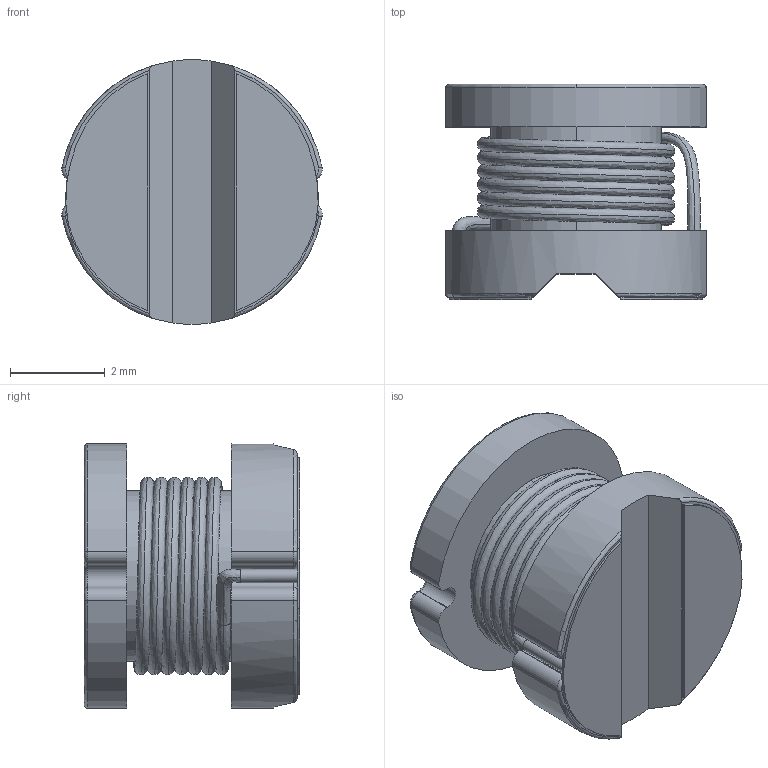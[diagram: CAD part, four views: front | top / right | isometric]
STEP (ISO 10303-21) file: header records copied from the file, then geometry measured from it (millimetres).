
FILE_DESCRIPTION (( 'STEP AP214' ), '1' );
FILE_NAME ('User Library-SDR0604.STEP', '2013-05-24T10:09:29', ( 'Windows User' ), ( '' ), 'SwSTEP 2.0', 'SolidWorks 2013', '' );
FILE_SCHEMA (( 'AUTOMOTIVE_DESIGN' ));
Length unit declared in the file: millimetre
Products named in the file (1): User Library-SDR0604
Bounding box: 5.51 x 4.55 x 5.6 mm (x, y, z)
Volume: 80 mm3; surface area: 219.8 mm2
Topology: 1 solids, 1 shells, 85 faces, 230 edges, 148 vertices
Faces by surface type: cylinder 38, plane 22, torus 19, bspline 6
Entity records: 4821 total; most frequent: CARTESIAN_POINT 2350, DIRECTION 494, ORIENTED_EDGE 460, EDGE_CURVE 230, AXIS2_PLACEMENT_3D 211, VERTEX_POINT 148, CIRCLE 131, EDGE_LOOP 92
